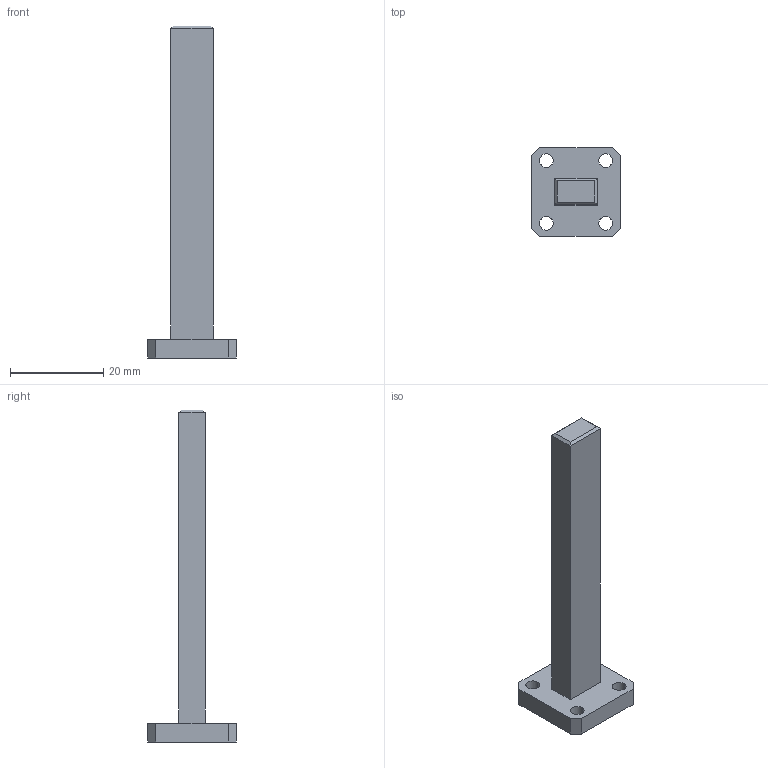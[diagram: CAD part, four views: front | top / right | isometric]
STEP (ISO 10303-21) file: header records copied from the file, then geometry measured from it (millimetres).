
FILE_DESCRIPTION (( 'STEP AP203' ), '1' );
FILE_NAME ('DMAP-28-301-1, df.STEP', '2017-06-06T16:28:42', ( '' ), ( '' ), 'SwSTEP 2.0', 'SolidWorks 2013', '' );
FILE_SCHEMA (( 'CONFIG_CONTROL_DESIGN' ));
Length unit declared in the file: inch
Products named in the file (1): DMAP-28-301-1, df
Bounding box: 19.05 x 19.05 x 71.12 mm (x, y, z)
Volume: 4760.4 mm3; surface area: 3068.9 mm2
Topology: 1 solids, 1 shells, 32 faces, 80 edges, 52 vertices
Faces by surface type: plane 24, cylinder 8
Entity records: 1043 total; most frequent: CARTESIAN_POINT 165, DIRECTION 162, ORIENTED_EDGE 160, EDGE_CURVE 80, VECTOR 64, LINE 64, VERTEX_POINT 52, AXIS2_PLACEMENT_3D 49
